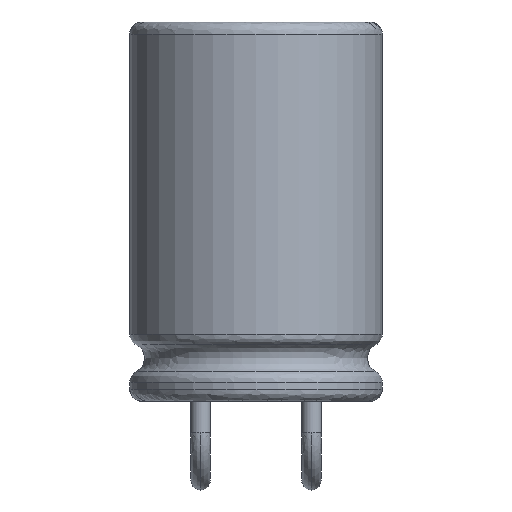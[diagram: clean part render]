
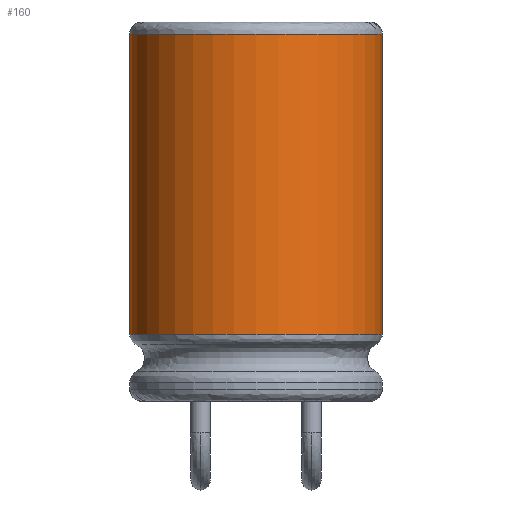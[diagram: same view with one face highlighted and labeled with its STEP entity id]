
A CAD part, front view. The second image highlights one B-rep face of the part: STEP entity #160.
In plain terms, the highlighted cylindrical face has radius 3.988 mm (diameter 7.976 mm), a partial arc.
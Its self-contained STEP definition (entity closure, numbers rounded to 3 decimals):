
#26 = CARTESIAN_POINT ( 'NONE',  ( 5.74, 0., 2.591 ) ) ;
#86 = DIRECTION ( 'NONE',  ( 1., 0., 0. ) ) ;
#96 = FACE_OUTER_BOUND ( 'NONE', #719, .T. ) ;
#123 = CARTESIAN_POINT ( 'NONE',  ( -2.235, 0., 11.644 ) ) ;
#127 = ORIENTED_EDGE ( 'NONE', *, *, #396, .T. ) ;
#160 = ADVANCED_FACE ( 'NONE', ( #96 ), #1058, .T. ) ;
#161 = AXIS2_PLACEMENT_3D ( 'NONE', #530, #1107, #259 ) ;
#182 = DIRECTION ( 'NONE',  ( 0., 0., -1. ) ) ;
#259 = DIRECTION ( 'NONE',  ( 1., 0., 0. ) ) ;
#287 = CARTESIAN_POINT ( 'NONE',  ( 1.753, 0., 11.644 ) ) ;
#376 = DIRECTION ( 'NONE',  ( 0., 0., 1. ) ) ;
#388 = CARTESIAN_POINT ( 'NONE',  ( 1.753, 0., 2.591 ) ) ;
#396 = EDGE_CURVE ( 'NONE', #744, #678, #728, .T. ) ;
#403 = CARTESIAN_POINT ( 'NONE',  ( 5.74, 0., 2.159 ) ) ;
#487 = EDGE_CURVE ( 'NONE', #659, #744, #1080, .T. ) ;
#530 = CARTESIAN_POINT ( 'NONE',  ( 1.753, 0., 2.159 ) ) ;
#554 = VECTOR ( 'NONE', #902, 1000. ) ;
#659 = VERTEX_POINT ( 'NONE', #403 ) ;
#660 = EDGE_CURVE ( 'NONE', #996, #678, #793, .T. ) ;
#678 = VERTEX_POINT ( 'NONE', #123 ) ;
#687 = CARTESIAN_POINT ( 'NONE',  ( -2.235, 0., 2.591 ) ) ;
#698 = CARTESIAN_POINT ( 'NONE',  ( -2.235, 0., 2.159 ) ) ;
#710 = VECTOR ( 'NONE', #1079, 1000. ) ;
#715 = ORIENTED_EDGE ( 'NONE', *, *, #487, .T. ) ;
#719 = EDGE_LOOP ( 'NONE', ( #759, #976, #715, #127 ) ) ;
#728 = CIRCLE ( 'NONE', #1110, 3.988 ) ;
#744 = VERTEX_POINT ( 'NONE', #1061 ) ;
#759 = ORIENTED_EDGE ( 'NONE', *, *, #660, .F. ) ;
#793 = LINE ( 'NONE', #687, #710 ) ;
#902 = DIRECTION ( 'NONE',  ( 0., 0., 1. ) ) ;
#920 = AXIS2_PLACEMENT_3D ( 'NONE', #388, #376, #1139 ) ;
#925 = CIRCLE ( 'NONE', #161, 3.988 ) ;
#976 = ORIENTED_EDGE ( 'NONE', *, *, #1215, .T. ) ;
#996 = VERTEX_POINT ( 'NONE', #698 ) ;
#1058 = CYLINDRICAL_SURFACE ( 'NONE', #920, 3.988 ) ;
#1061 = CARTESIAN_POINT ( 'NONE',  ( 5.74, 0., 11.644 ) ) ;
#1079 = DIRECTION ( 'NONE',  ( 0., 0., 1. ) ) ;
#1080 = LINE ( 'NONE', #26, #554 ) ;
#1107 = DIRECTION ( 'NONE',  ( 0., 0., 1. ) ) ;
#1110 = AXIS2_PLACEMENT_3D ( 'NONE', #287, #182, #86 ) ;
#1139 = DIRECTION ( 'NONE',  ( 1., 0., 0. ) ) ;
#1215 = EDGE_CURVE ( 'NONE', #996, #659, #925, .T. ) ;
